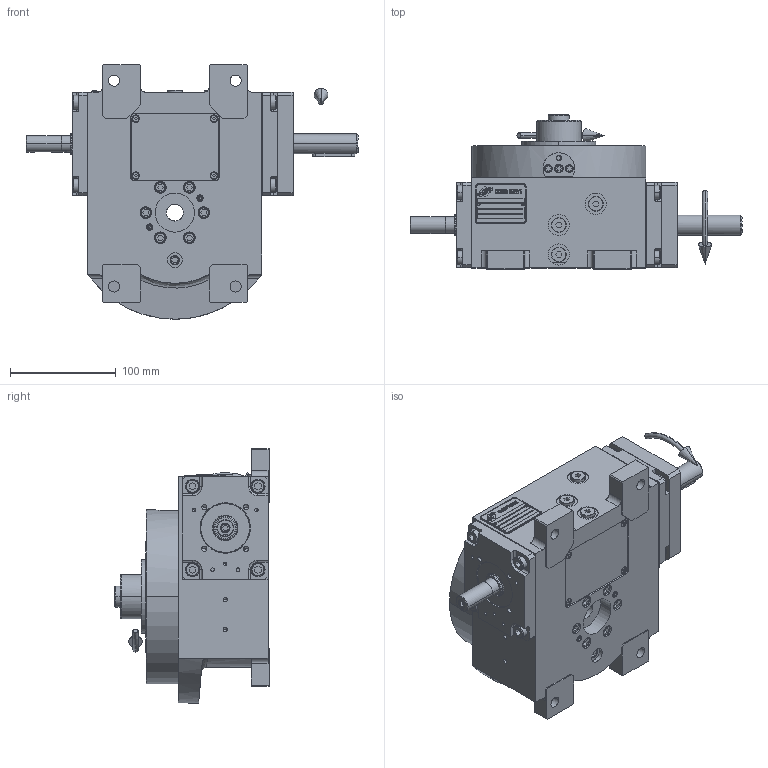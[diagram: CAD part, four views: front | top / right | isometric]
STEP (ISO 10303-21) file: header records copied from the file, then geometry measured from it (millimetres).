
FILE_DESCRIPTION (( 'STEP AP203' ), '1' );
FILE_NAME ('PC5010735.step', '2025-10-15T08:16:17', ( '' ), ( '' ), 'SwSTEP 2.0', 'SolidWorks 2020', '' );
FILE_SCHEMA (( 'CONFIG_CONTROL_DESIGN' ));
Length unit declared in the file: millimetre
Products named in the file (85): cfn2000_01_151; rig04_014; cfn2000_01_129; rig04_001_a_001; cfn2104_01_002; cfn2115_02_213; cfn2070_05_001; cfn2128_04_011; CFN2223_01-390X6-B.stp; RIG04_005_AF0.stp; CFN2000_01_185.stp; cfn2151_01_087; cfn2476_01_001_48x38; cfn2000_01_147; AS_rig04_015; cfn2155_01_038; cfn2128_05_006; cfn2077_01_018; cfn2115_02_182; cfn2107_01_001; cfn2205_01_012; cfn2151_01_092; cfn2104_01_016; rig04_003_6; rig04_004_s_002; freccia_angolare_albero; AS_rig04_004_s_002; cfn2000_01_161; CFN2203_02_001.stp; RIG06_021_AF0.stp; rig04_004; AS_rig04_004_s_001; rig04_004_s_001; rig04_002_bl_004; rig04_071_6_m.stp; PC5010735; AS_rig04_004; cfn2003_01_063; AS_rig04_002_bl_004; AS_900_38_30_003 ...
Assembly tree (77 placements, depth 5):
  cfn2115_02_213
  CFN2223_01-390X6-B.stp
  cfn2151_01_087
  cfn2077_01_018
  cfn2205_01_012
Bounding box: 314.5 x 146 x 241 mm (x, y, z)
Volume: 1474457.4 mm3; surface area: 450490.9 mm2
Topology: 80 solids, 80 shells, 2245 faces, 5432 edges, 3474 vertices
Faces by surface type: plane 1138, cylinder 699, cone 389, torus 12, sphere 6, bspline 1
Entity records: 73695 total; most frequent: CARTESIAN_POINT 13924, DIRECTION 10793, ORIENTED_EDGE 10246, EDGE_CURVE 5123, AXIS2_PLACEMENT_3D 3743, VERTEX_POINT 3329, VECTOR 3307, LINE 3307
